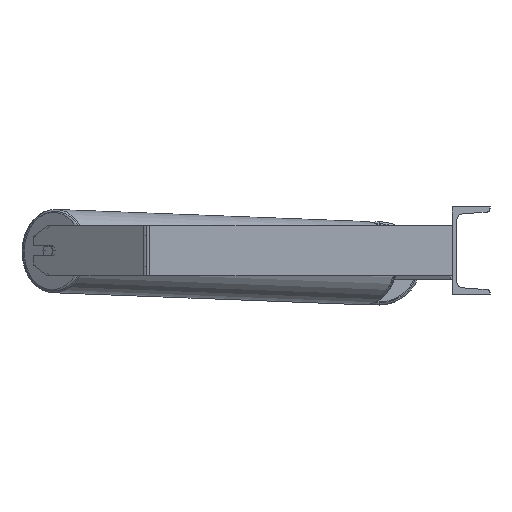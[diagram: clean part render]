
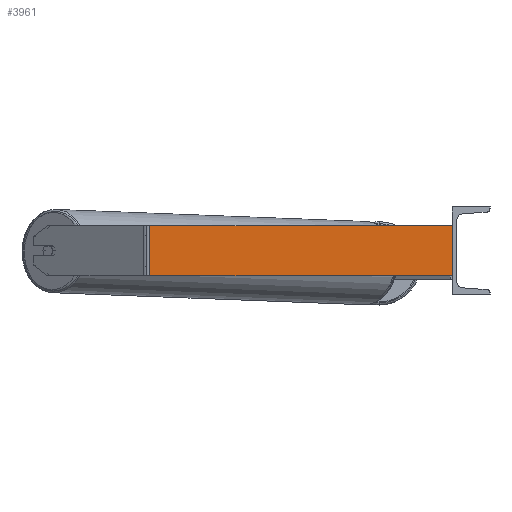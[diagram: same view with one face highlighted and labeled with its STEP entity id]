
A CAD part, left-side view. The second image highlights one B-rep face of the part: STEP entity #3961.
In plain terms, the highlighted planar face has unit normal (-1, 0, 0).
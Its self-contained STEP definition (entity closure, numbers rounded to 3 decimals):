
#97 = EDGE_CURVE ( 'NONE', #8436, #2396, #4718, .T. ) ;
#175 = LINE ( 'NONE', #2775, #4637 ) ;
#263 = LINE ( 'NONE', #1636, #2315 ) ;
#950 = DIRECTION ( 'NONE',  ( 0., -1., 0. ) ) ;
#1155 = AXIS2_PLACEMENT_3D ( 'NONE', #8518, #4379, #2278 ) ;
#1190 = DIRECTION ( 'NONE',  ( 0., 0., -1. ) ) ;
#1636 = CARTESIAN_POINT ( 'NONE',  ( -1185., 488.649, -40. ) ) ;
#1653 = ORIENTED_EDGE ( 'NONE', *, *, #3481, .T. ) ;
#1778 = DIRECTION ( 'NONE',  ( 0., -1., 0. ) ) ;
#2278 = DIRECTION ( 'NONE',  ( 0., 0., -1. ) ) ;
#2315 = VECTOR ( 'NONE', #950, 1000. ) ;
#2396 = VERTEX_POINT ( 'NONE', #2433 ) ;
#2433 = CARTESIAN_POINT ( 'NONE',  ( -1185., 0., 40. ) ) ;
#2775 = CARTESIAN_POINT ( 'NONE',  ( -1185., 482.825, 40. ) ) ;
#3301 = CARTESIAN_POINT ( 'NONE',  ( -1185., 488.649, 40. ) ) ;
#3481 = EDGE_CURVE ( 'NONE', #8436, #4497, #175, .T. ) ;
#3686 = CARTESIAN_POINT ( 'NONE',  ( -1185., 482.825, -40. ) ) ;
#3896 = EDGE_LOOP ( 'NONE', ( #6353, #5962, #7112, #1653 ) ) ;
#3961 = ADVANCED_FACE ( 'NONE', ( #5611 ), #5105, .F. ) ;
#4138 = DIRECTION ( 'NONE',  ( 0., 0., -1. ) ) ;
#4379 = DIRECTION ( 'NONE',  ( 1., 0., 0. ) ) ;
#4497 = VERTEX_POINT ( 'NONE', #3686 ) ;
#4511 = CARTESIAN_POINT ( 'NONE',  ( -1185., 482.825, 40. ) ) ;
#4585 = CARTESIAN_POINT ( 'NONE',  ( -1185., 0., 40. ) ) ;
#4637 = VECTOR ( 'NONE', #4138, 1000. ) ;
#4718 = LINE ( 'NONE', #3301, #6244 ) ;
#5097 = CARTESIAN_POINT ( 'NONE',  ( -1185., 0., -40. ) ) ;
#5105 = PLANE ( 'NONE',  #1155 ) ;
#5316 = VERTEX_POINT ( 'NONE', #5097 ) ;
#5611 = FACE_OUTER_BOUND ( 'NONE', #3896, .T. ) ;
#5962 = ORIENTED_EDGE ( 'NONE', *, *, #7232, .F. ) ;
#6244 = VECTOR ( 'NONE', #1778, 1000. ) ;
#6353 = ORIENTED_EDGE ( 'NONE', *, *, #8073, .T. ) ;
#7112 = ORIENTED_EDGE ( 'NONE', *, *, #97, .F. ) ;
#7232 = EDGE_CURVE ( 'NONE', #2396, #5316, #8740, .T. ) ;
#8073 = EDGE_CURVE ( 'NONE', #4497, #5316, #263, .T. ) ;
#8436 = VERTEX_POINT ( 'NONE', #4511 ) ;
#8518 = CARTESIAN_POINT ( 'NONE',  ( -1185., 488.649, 40. ) ) ;
#8560 = VECTOR ( 'NONE', #1190, 1000. ) ;
#8740 = LINE ( 'NONE', #4585, #8560 ) ;
